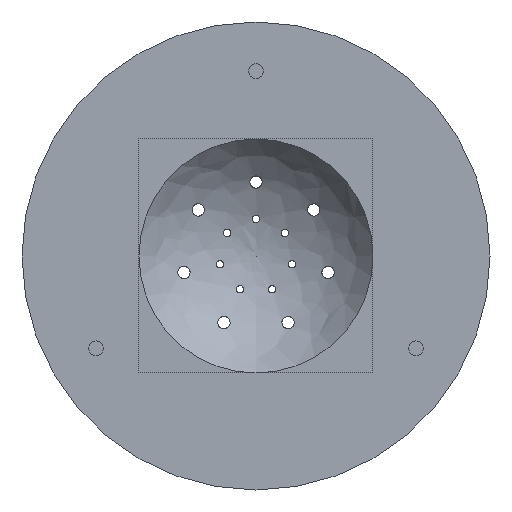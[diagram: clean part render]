
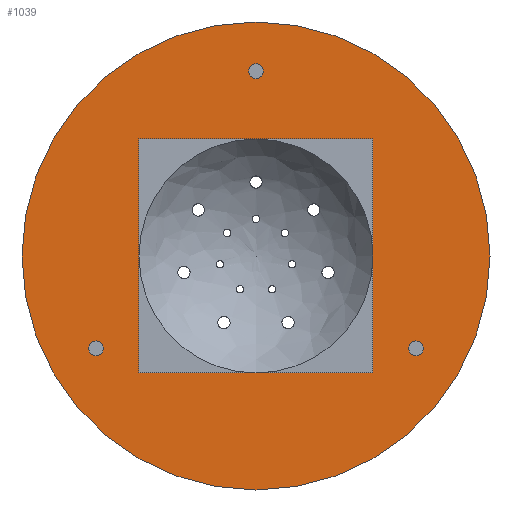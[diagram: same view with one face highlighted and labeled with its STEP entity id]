
A CAD part, front view. The second image highlights one B-rep face of the part: STEP entity #1039.
In plain terms, the highlighted planar face has unit normal (0, -1, 0).
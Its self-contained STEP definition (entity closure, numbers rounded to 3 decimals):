
#23=LINE('',#3109,#51);
#26=LINE('',#3114,#54);
#28=LINE('',#3118,#56);
#30=LINE('',#3121,#58);
#51=VECTOR('',#1232,10.);
#54=VECTOR('',#1237,10.);
#56=VECTOR('',#1241,10.);
#58=VECTOR('',#1245,10.);
#158=PLANE('',#1115);
#211=FACE_BOUND('',#399,.T.);
#212=FACE_BOUND('',#400,.T.);
#213=FACE_BOUND('',#401,.T.);
#214=FACE_BOUND('',#402,.T.);
#294=FACE_OUTER_BOUND('',#398,.T.);
#398=EDGE_LOOP('',(#851,#852));
#399=EDGE_LOOP('',(#853));
#400=EDGE_LOOP('',(#854));
#401=EDGE_LOOP('',(#855));
#402=EDGE_LOOP('',(#856,#857,#858,#859));
#481=CIRCLE('',#1075,3.);
#483=CIRCLE('',#1079,3.);
#485=CIRCLE('',#1083,3.);
#492=CIRCLE('',#1113,95.);
#493=CIRCLE('',#1114,95.);
#505=VERTEX_POINT('',#1344);
#507=VERTEX_POINT('',#1350);
#509=VERTEX_POINT('',#1356);
#549=VERTEX_POINT('',#3107);
#550=VERTEX_POINT('',#3108);
#551=VERTEX_POINT('',#3113);
#552=VERTEX_POINT('',#3117);
#556=VERTEX_POINT('',#3190);
#557=VERTEX_POINT('',#3191);
#609=EDGE_CURVE('',#505,#505,#481,.T.);
#611=EDGE_CURVE('',#507,#507,#483,.T.);
#613=EDGE_CURVE('',#509,#509,#485,.T.);
#657=EDGE_CURVE('',#549,#550,#23,.T.);
#660=EDGE_CURVE('',#551,#549,#26,.T.);
#662=EDGE_CURVE('',#552,#551,#28,.T.);
#664=EDGE_CURVE('',#550,#552,#30,.T.);
#670=EDGE_CURVE('',#556,#557,#492,.T.);
#671=EDGE_CURVE('',#557,#556,#493,.T.);
#851=ORIENTED_EDGE('',*,*,#670,.T.);
#852=ORIENTED_EDGE('',*,*,#671,.T.);
#853=ORIENTED_EDGE('',*,*,#609,.T.);
#854=ORIENTED_EDGE('',*,*,#611,.T.);
#855=ORIENTED_EDGE('',*,*,#613,.T.);
#856=ORIENTED_EDGE('',*,*,#657,.T.);
#857=ORIENTED_EDGE('',*,*,#664,.T.);
#858=ORIENTED_EDGE('',*,*,#662,.T.);
#859=ORIENTED_EDGE('',*,*,#660,.T.);
#1039=ADVANCED_FACE('',(#294,#211,#212,#213,#214),#158,.T.);
#1075=AXIS2_PLACEMENT_3D('',#1345,#1158,#1159);
#1079=AXIS2_PLACEMENT_3D('',#1351,#1166,#1167);
#1083=AXIS2_PLACEMENT_3D('',#1357,#1174,#1175);
#1113=AXIS2_PLACEMENT_3D('',#3192,#1250,#1251);
#1114=AXIS2_PLACEMENT_3D('',#3193,#1252,#1253);
#1115=AXIS2_PLACEMENT_3D('',#3197,#1254,#1255);
#1158=DIRECTION('center_axis',(0.,1.,0.));
#1159=DIRECTION('ref_axis',(1.,0.,0.));
#1166=DIRECTION('center_axis',(0.,1.,0.));
#1167=DIRECTION('ref_axis',(1.,0.,0.));
#1174=DIRECTION('center_axis',(0.,1.,0.));
#1175=DIRECTION('ref_axis',(1.,0.,0.));
#1232=DIRECTION('',(1.,0.,0.));
#1237=DIRECTION('',(0.,0.,1.));
#1241=DIRECTION('',(-1.,0.,0.));
#1245=DIRECTION('',(0.,0.,-1.));
#1250=DIRECTION('center_axis',(0.,-1.,0.));
#1251=DIRECTION('ref_axis',(1.,0.,0.));
#1252=DIRECTION('center_axis',(0.,-1.,0.));
#1253=DIRECTION('ref_axis',(1.,0.,0.));
#1254=DIRECTION('center_axis',(0.,-1.,0.));
#1255=DIRECTION('ref_axis',(0.,0.,-1.));
#1344=CARTESIAN_POINT('',(-3.,0.,75.));
#1345=CARTESIAN_POINT('Origin',(0.,0.,75.));
#1350=CARTESIAN_POINT('',(-67.952,0.,-37.5));
#1351=CARTESIAN_POINT('Origin',(-64.952,0.,-37.5));
#1356=CARTESIAN_POINT('',(61.952,0.,-37.5));
#1357=CARTESIAN_POINT('Origin',(64.952,0.,-37.5));
#3107=CARTESIAN_POINT('',(-47.5,0.,47.5));
#3108=CARTESIAN_POINT('',(47.5,0.,47.5));
#3109=CARTESIAN_POINT('',(-23.75,0.,47.5));
#3113=CARTESIAN_POINT('',(-47.5,0.,-47.5));
#3114=CARTESIAN_POINT('',(-47.5,0.,-23.75));
#3117=CARTESIAN_POINT('',(47.5,0.,-47.5));
#3118=CARTESIAN_POINT('',(23.75,0.,-47.5));
#3121=CARTESIAN_POINT('',(47.5,0.,23.75));
#3190=CARTESIAN_POINT('',(95.,0.,0.));
#3191=CARTESIAN_POINT('',(0.,0.,95.));
#3192=CARTESIAN_POINT('Origin',(0.,0.,0.));
#3193=CARTESIAN_POINT('Origin',(0.,0.,0.));
#3197=CARTESIAN_POINT('Origin',(0.,0.,0.));
